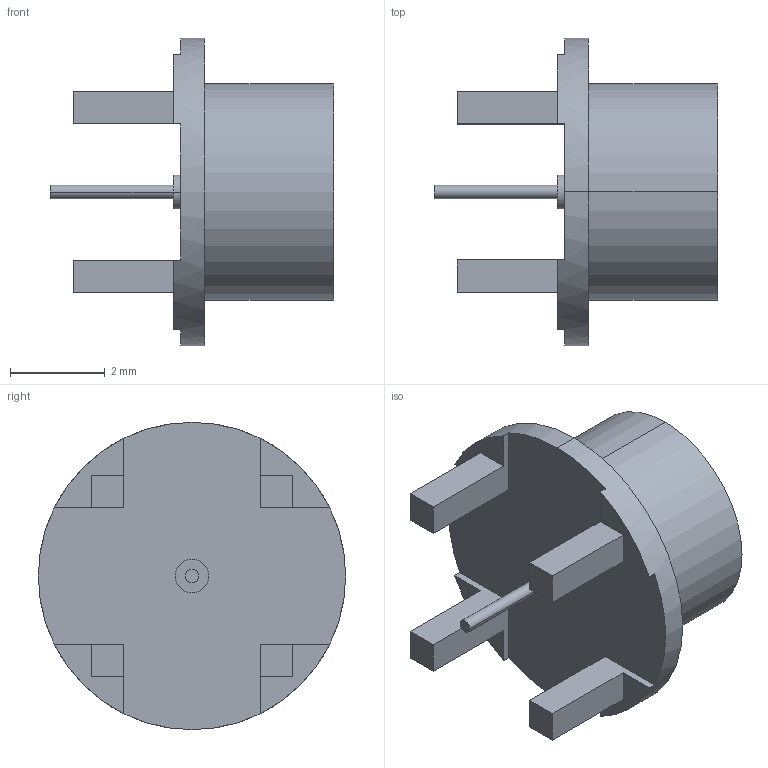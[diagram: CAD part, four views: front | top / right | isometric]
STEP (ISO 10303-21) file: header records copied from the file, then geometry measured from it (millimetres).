
FILE_DESCRIPTION((''),'2;1');
FILE_NAME('SMP-MSLD-PCT-3_SW0001','2019-11-27T',('karthik'),(''),'CREO PARAMETRIC BY PTC INC, 2018360','CREO PARAMETRIC BY PTC INC, 2018360','');
FILE_SCHEMA(('CONFIG_CONTROL_DESIGN'));
Length unit declared in the file: millimetre
Products named in the file (1): SMP-MSLD-PCT-3_SW0001
Bounding box: 5.97 x 6.48 x 6.48 mm (x, y, z)
Volume: 47.9 mm3; surface area: 168.9 mm2
Topology: 1 solids, 1 shells, 49 faces, 126 edges, 83 vertices
Faces by surface type: plane 31, cylinder 14, cone 2, sphere 2
Entity records: 1526 total; most frequent: DIRECTION 264, CARTESIAN_POINT 256, ORIENTED_EDGE 248, EDGE_CURVE 124, AXIS2_PLACEMENT_3D 91, VERTEX_POINT 83, VECTOR 82, LINE 82
